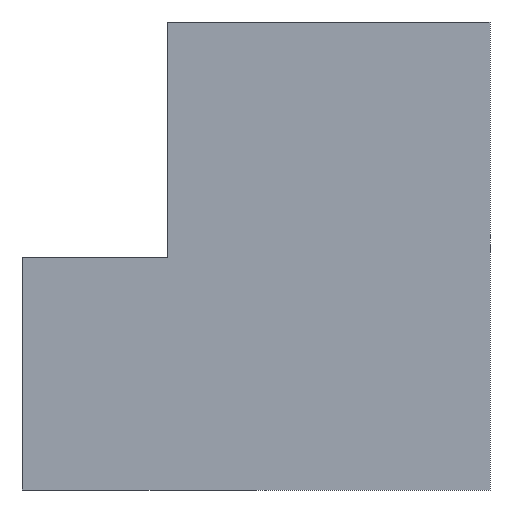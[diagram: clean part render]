
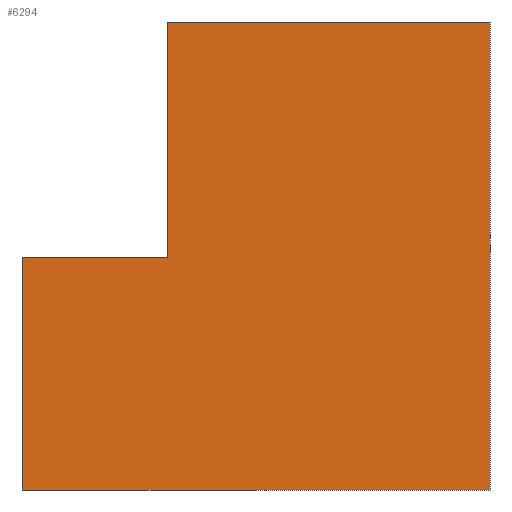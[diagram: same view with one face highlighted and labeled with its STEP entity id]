
A CAD part, front view. The second image highlights one B-rep face of the part: STEP entity #6294.
In plain terms, the highlighted planar face has unit normal (0, -1, 0).
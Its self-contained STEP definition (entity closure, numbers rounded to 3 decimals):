
#4782=CARTESIAN_POINT('POINT80',(127.,-63.5,-152.4));
#4783=VERTEX_POINT('VERTEX80',#4782);
#4792=CARTESIAN_POINT('POINT82',(-101.6,-63.5,-152.4));
#4793=VERTEX_POINT('VERTEX82',#4792);
#4794=CARTESIAN_POINT('POS149',(63.5,-63.5,-152.4));
#4795=DIRECTION('DIR235',(1.,0.,0.));
#4796=VECTOR('VEC63',#4795,1.);
#4797=LINE('STRAIGHT63',#4794,#4796);
#4798=EDGE_CURVE('EDGE127',#4783,#4793,#4797,.F.);
#4823=CARTESIAN_POINT('POINT84',(-101.6,-63.5,-38.608));
#4824=VERTEX_POINT('VERTEX84',#4823);
#4825=CARTESIAN_POINT('POS153',(-101.6,-63.5,-76.2));
#4826=DIRECTION('DIR240',(0.,0.,-1.));
#4827=VECTOR('VEC66',#4826,1.);
#4828=LINE('STRAIGHT66',#4825,#4827);
#4829=EDGE_CURVE('EDGE130',#4793,#4824,#4828,.F.);
#4854=CARTESIAN_POINT('POINT86',(-30.734,-63.5,-38.608));
#4855=VERTEX_POINT('VERTEX86',#4854);
#4856=CARTESIAN_POINT('POS157',(-15.367,-63.5,-38.608));
#4857=DIRECTION('DIR245',(1.,0.,0.));
#4858=VECTOR('VEC69',#4857,1.);
#4859=LINE('STRAIGHT69',#4856,#4858);
#4860=EDGE_CURVE('EDGE133',#4824,#4855,#4859,.T.);
#6245=CARTESIAN_POINT('POINT98',(127.,-63.5,76.2));
#6246=VERTEX_POINT('VERTEX98',#6245);
#6253=CARTESIAN_POINT('POS181',(127.,-63.5,38.1));
#6254=DIRECTION('DIR278',(0.,0.,1.));
#6255=VECTOR('VEC84',#6254,1.);
#6256=LINE('STRAIGHT84',#6253,#6255);
#6257=EDGE_CURVE('EDGE156',#6246,#4783,#6256,.F.);
#6269=ORIENTED_EDGE('COEDGE297',*,*,#4860,.F.);
#6270=ORIENTED_EDGE('COEDGE298',*,*,#4829,.F.);
#6271=ORIENTED_EDGE('COEDGE299',*,*,#4798,.F.);
#6272=ORIENTED_EDGE('COEDGE300',*,*,#6257,.F.);
#6273=CARTESIAN_POINT('POINT99',(-30.734,-63.5,76.2));
#6274=VERTEX_POINT('VERTEX99',#6273);
#6275=CARTESIAN_POINT('POS183',(-50.8,-63.5,76.2));
#6276=DIRECTION('DIR281',(-1.,0.,0.));
#6277=VECTOR('VEC85',#6276,1.);
#6278=LINE('STRAIGHT85',#6275,#6277);
#6279=EDGE_CURVE('EDGE157',#6274,#6246,#6278,.F.);
#6280=ORIENTED_EDGE('COEDGE301',*,*,#6279,.F.);
#6281=CARTESIAN_POINT('POS184',(-30.734,-63.5,38.1));
#6282=DIRECTION('DIR282',(0.,0.,1.));
#6283=VECTOR('VEC86',#6282,1.);
#6284=LINE('STRAIGHT86',#6281,#6283);
#6285=EDGE_CURVE('EDGE158',#6274,#4855,#6284,.F.);
#6286=ORIENTED_EDGE('COEDGE302',*,*,#6285,.T.);
#6287=EDGE_LOOP('NONE',(#6269,#6270,#6271,#6272,#6280,#6286));
#6288=FACE_BOUND('LOOP1',#6287,.T.);
#6289=CARTESIAN_POINT('POS185',(0.,-63.5,0.));
#6290=DIRECTION('DIR283',(0.,1.,0.));
#6291=DIRECTION('DIR284',(1.,0.,0.));
#6292=AXIS2_PLACEMENT_3D('AXIS99',#6289,#6290,#6291);
#6293=PLANE('PLANE22',#6292);
#6294=ADVANCED_FACE('FACE61',(#6288),#6293,.F.);
